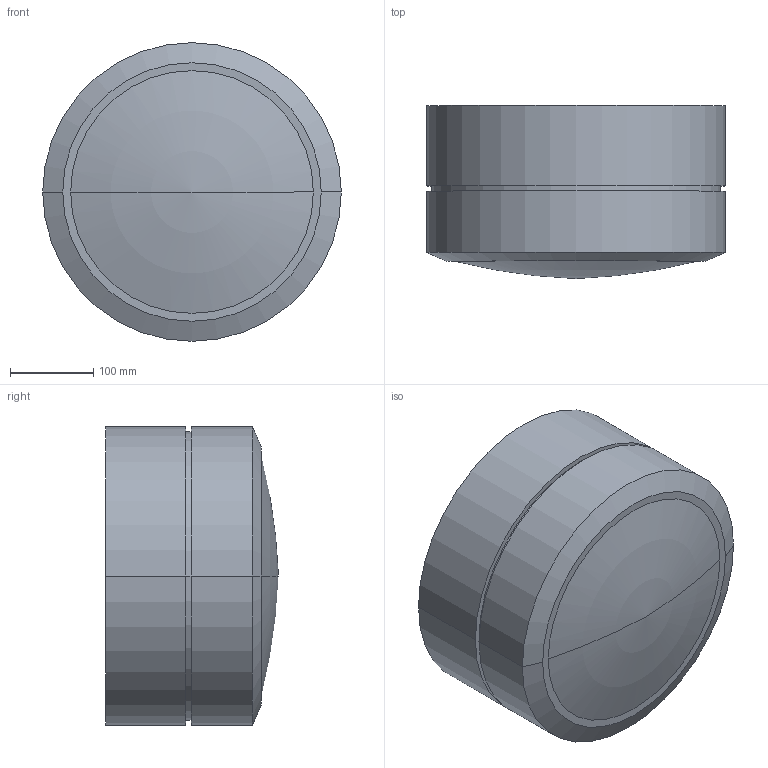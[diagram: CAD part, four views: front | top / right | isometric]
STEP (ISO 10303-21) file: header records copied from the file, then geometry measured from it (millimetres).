
FILE_DESCRIPTION (( 'STEP AP214' ), '1' );
FILE_NAME ('DAMIN L NBT 22 F226 black.STEP', '2018-07-14T09:55:55', ( '' ), ( '' ), 'SwSTEP 2.0', 'SolidWorks 2013', '' );
FILE_SCHEMA (( 'AUTOMOTIVE_DESIGN' ));
Length unit declared in the file: millimetre
Products named in the file (1): DAMIN L NBT 22 F226 black
Bounding box: 359 x 208 x 359 mm (x, y, z)
Volume: 19393849.1 mm3; surface area: 418668.5 mm2
Topology: 1 solids, 1 shells, 14 faces, 28 edges, 17 vertices
Faces by surface type: cylinder 6, plane 4, torus 2, cone 2
Entity records: 548 total; most frequent: DIRECTION 74, CARTESIAN_POINT 58, ORIENTED_EDGE 52, AXIS2_PLACEMENT_3D 33, EDGE_CURVE 26, CIRCLE 18, UNCERTAINTY_MEASURE_WITH_UNIT 17, EDGE_LOOP 17
